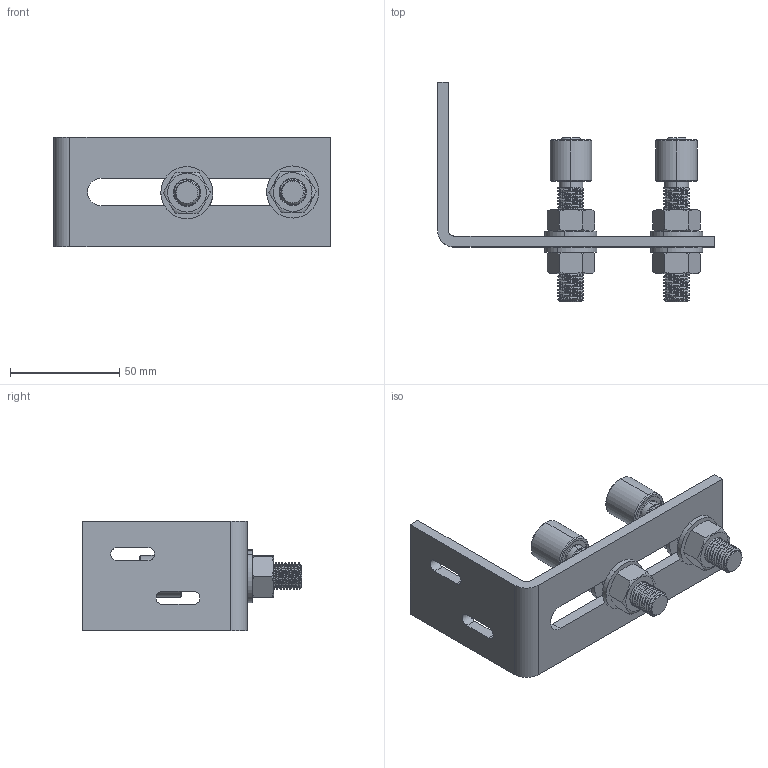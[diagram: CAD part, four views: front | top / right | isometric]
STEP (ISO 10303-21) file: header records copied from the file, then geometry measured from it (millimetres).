
FILE_DESCRIPTION (( 'STEP AP214' ), '1' );
FILE_NAME ('05338-Bottom Guide Galvanised 19mm Ball Bearing.STEP', '2018-11-29T19:50:52', ( '' ), ( '' ), 'SwSTEP 2.0', 'SolidWorks 2018', '' );
FILE_SCHEMA (( 'AUTOMOTIVE_DESIGN' ));
Length unit declared in the file: millimetre
Products named in the file (16): 5338 nut; 5338 washer; 5338 roller; 5338 mount; 05338-Bottom Guide Galvanised 19mm Ball Bearing
Assembly tree (11 placements, depth 2):
  5338 nut
  5338 washer
  5338 washer
  5338 washer
  5338 roller
Bounding box: 126.5 x 100.3 x 50 mm (x, y, z)
Volume: 74157.3 mm3; surface area: 39141.4 mm2
Topology: 11 solids, 11 shells, 602 faces, 1594 edges, 1052 vertices
Faces by surface type: plane 222, cylinder 200, bspline 132, cone 28, torus 20
Entity records: 26188 total; most frequent: CARTESIAN_POINT 16319, ORIENTED_EDGE 2292, DIRECTION 1436, EDGE_CURVE 1146, VERTEX_POINT 760, LINE 642, VECTOR 642, EDGE_LOOP 468
